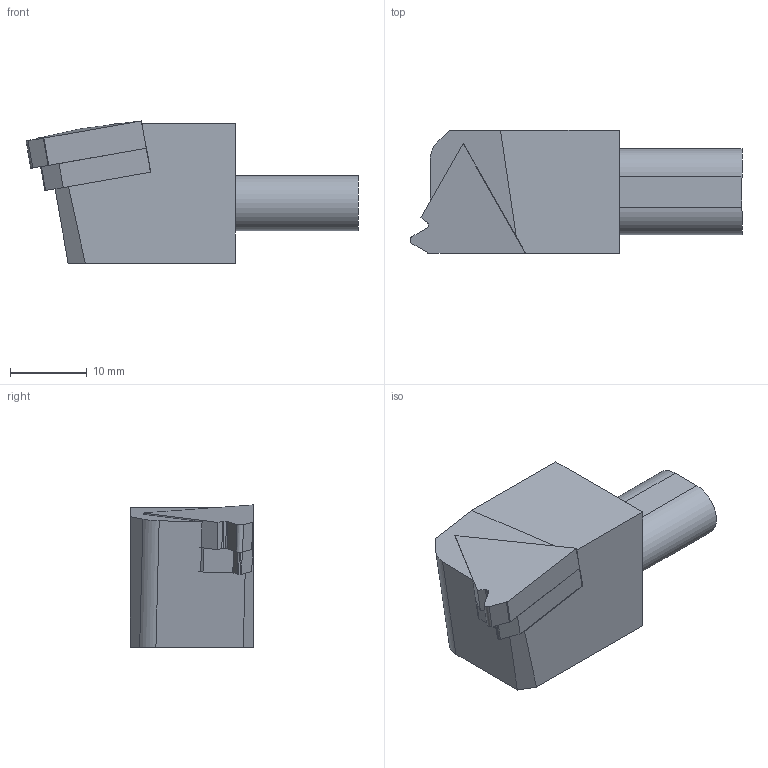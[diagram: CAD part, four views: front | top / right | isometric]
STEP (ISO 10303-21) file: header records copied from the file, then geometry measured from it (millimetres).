
FILE_DESCRIPTION(/* description */ (''),/* implementation_level */ '2;1');
FILE_NAME(/* name */ 'TER-16x43.3-16.stp',/* time_stamp */ '2023-11-09T09:54:29+03:00',/* author */ (''),/* organization */ (''),/* preprocessor_version */ 'ST-DEVELOPER v19.4',/* originating_system */ 'SIEMENS PLM Software NX2306.3001',/* authorisation */ '');
FILE_SCHEMA (('AUTOMOTIVE_DESIGN { 1 0 10303 214 3 1 1 1 }'));
Length unit declared in the file: millimetre
Products named in the file (3): ATS-16E; 16 ER 3.5; TER-16x43.3-16
Assembly tree (2 placements, depth 2):
  TER-16x43.3-16
    16 ER 3.5
    ATS-16E
Bounding box: 43.33 x 16.07 x 18.56 mm (x, y, z)
Volume: 7760.8 mm3; surface area: 3384.6 mm2
Topology: 3 solids, 3 shells, 42 faces, 105 edges, 70 vertices
Faces by surface type: plane 33, cylinder 9
Entity records: 1322 total; most frequent: CARTESIAN_POINT 220, DIRECTION 213, ORIENTED_EDGE 210, EDGE_CURVE 105, LINE 87, VECTOR 87, VERTEX_POINT 70, AXIS2_PLACEMENT_3D 63
